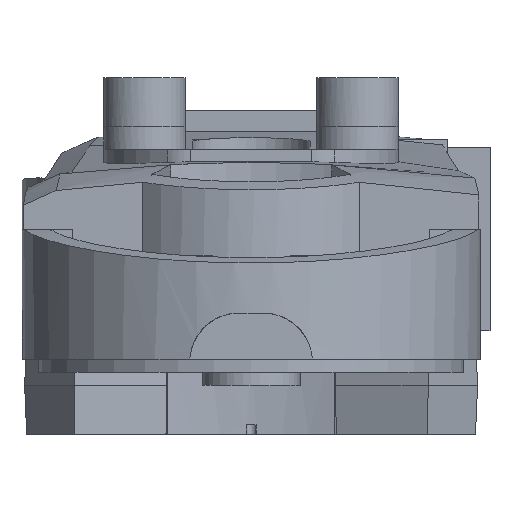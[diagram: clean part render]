
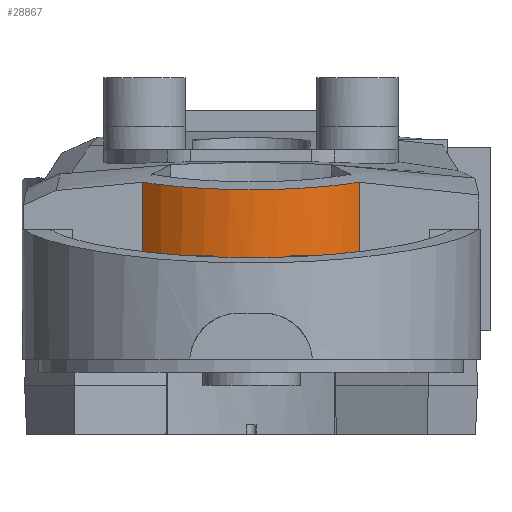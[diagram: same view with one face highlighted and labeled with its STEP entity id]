
A CAD part, front view. The second image highlights one B-rep face of the part: STEP entity #28867.
In plain terms, the highlighted cylindrical face has radius 45 mm (diameter 90 mm), a partial arc.
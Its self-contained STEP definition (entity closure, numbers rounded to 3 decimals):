
#395 = CARTESIAN_POINT ( 'NONE',  ( 126.921, 467.492, 177.931 ) ) ;
#397 = CARTESIAN_POINT ( 'NONE',  ( 193.079, 467.492, 177.931 ) ) ;
#398 = DIRECTION ( 'NONE',  ( 0., 0., -1. ) ) ;
#400 = DIRECTION ( 'NONE',  ( 0., 0., -1. ) ) ;
#686 = CARTESIAN_POINT ( 'NONE',  ( 126.921, 467.492, 159.028 ) ) ;
#696 = CARTESIAN_POINT ( 'NONE',  ( 129.033, 465.201, 158.703 ) ) ;
#697 = CARTESIAN_POINT ( 'NONE',  ( 131.345, 463.166, 158.397 ) ) ;
#698 = CARTESIAN_POINT ( 'NONE',  ( 135.103, 460.483, 157.98 ) ) ;
#699 = CARTESIAN_POINT ( 'NONE',  ( 136.404, 459.651, 157.848 ) ) ;
#700 = CARTESIAN_POINT ( 'NONE',  ( 138.432, 458.498, 157.662 ) ) ;
#701 = CARTESIAN_POINT ( 'NONE',  ( 139.122, 458.129, 157.603 ) ) ;
#702 = CARTESIAN_POINT ( 'NONE',  ( 140.513, 457.431, 157.489 ) ) ;
#703 = CARTESIAN_POINT ( 'NONE',  ( 141.215, 457.101, 157.435 ) ) ;
#704 = CARTESIAN_POINT ( 'NONE',  ( 144.758, 455.547, 157.178 ) ) ;
#705 = CARTESIAN_POINT ( 'NONE',  ( 147.694, 454.604, 157.017 ) ) ;
#706 = CARTESIAN_POINT ( 'NONE',  ( 151.493, 453.805, 156.88 ) ) ;
#707 = CARTESIAN_POINT ( 'NONE',  ( 152.26, 453.664, 156.856 ) ) ;
#708 = CARTESIAN_POINT ( 'NONE',  ( 153.806, 453.421, 156.814 ) ) ;
#709 = CARTESIAN_POINT ( 'NONE',  ( 154.581, 453.321, 156.797 ) ) ;
#710 = CARTESIAN_POINT ( 'NONE',  ( 156.901, 453.08, 156.755 ) ) ;
#711 = CARTESIAN_POINT ( 'NONE',  ( 158.447, 453., 156.741 ) ) ;
#712 = CARTESIAN_POINT ( 'NONE',  ( 161.535, 453., 156.741 ) ) ;
#713 = CARTESIAN_POINT ( 'NONE',  ( 163.079, 453.079, 156.755 ) ) ;
#714 = CARTESIAN_POINT ( 'NONE',  ( 165.391, 453.317, 156.796 ) ) ;
#715 = CARTESIAN_POINT ( 'NONE',  ( 166.162, 453.417, 156.814 ) ) ;
#716 = CARTESIAN_POINT ( 'NONE',  ( 167.702, 453.657, 156.855 ) ) ;
#717 = CARTESIAN_POINT ( 'NONE',  ( 168.474, 453.798, 156.879 ) ) ;
#718 = CARTESIAN_POINT ( 'NONE',  ( 172.291, 454.599, 157.016 ) ) ;
#719 = CARTESIAN_POINT ( 'NONE',  ( 175.23, 455.543, 157.177 ) ) ;
#720 = CARTESIAN_POINT ( 'NONE',  ( 179.474, 457.403, 157.485 ) ) ;
#721 = CARTESIAN_POINT ( 'NONE',  ( 180.862, 458.097, 157.598 ) ) ;
#722 = CARTESIAN_POINT ( 'NONE',  ( 183.577, 459.639, 157.846 ) ) ;
#723 = CARTESIAN_POINT ( 'NONE',  ( 184.883, 460.474, 157.978 ) ) ;
#724 = CARTESIAN_POINT ( 'NONE',  ( 188.652, 463.163, 158.396 ) ) ;
#725 = CARTESIAN_POINT ( 'NONE',  ( 190.967, 465.201, 158.703 ) ) ;
#726 = CARTESIAN_POINT ( 'NONE',  ( 193.079, 467.492, 159.028 ) ) ;
#2583 = VERTEX_POINT ( 'NONE', #23349 ) ;
#2586 = VERTEX_POINT ( 'NONE', #23346 ) ;
#2595 = VERTEX_POINT ( 'NONE', #23337 ) ;
#3041 = VERTEX_POINT ( 'NONE', #23067 ) ;
#3520 = EDGE_CURVE ( 'NONE', #3041, #2583, #21943, .T. ) ;
#3521 = EDGE_CURVE ( 'NONE', #2586, #2595, #21945, .T. ) ;
#3551 = EDGE_CURVE ( 'NONE', #3041, #2586, #25596, .T. ) ;
#6836 = CYLINDRICAL_SURFACE ( 'NONE', #33679, 45. ) ;
#6837 = FACE_OUTER_BOUND ( 'NONE', #13912, .T. ) ;
#13912 = EDGE_LOOP ( 'NONE', ( #31152, #31153, #31155, #31158 ) ) ;
#17189 = EDGE_CURVE ( 'NONE', #2595, #2583, #25245, .T. ) ;
#17938 = DIRECTION ( 'NONE',  ( -1., 0., 0. ) ) ;
#17946 = DIRECTION ( 'NONE',  ( 0., 0., -1. ) ) ;
#17957 = CARTESIAN_POINT ( 'NONE',  ( 160., 498., 177.931 ) ) ;
#21943 = LINE ( 'NONE', #395, #21948 ) ;
#21945 = LINE ( 'NONE', #397, #21950 ) ;
#21948 = VECTOR ( 'NONE', #398, 1000. ) ;
#21950 = VECTOR ( 'NONE', #400, 1000. ) ;
#23067 = CARTESIAN_POINT ( 'NONE',  ( 126.921, 467.492, 159.028 ) ) ;
#23337 = CARTESIAN_POINT ( 'NONE',  ( 193.079, 467.492, 131. ) ) ;
#23346 = CARTESIAN_POINT ( 'NONE',  ( 193.079, 467.492, 159.028 ) ) ;
#23349 = CARTESIAN_POINT ( 'NONE',  ( 126.921, 467.492, 131. ) ) ;
#25245 = CIRCLE ( 'NONE', #33091, 45. ) ;
#25596 = B_SPLINE_CURVE_WITH_KNOTS ( 'NONE', 3,
 ( #686, #696, #697, #698, #699, #700, #701, #702, #703, #704, #705, #706, #707, #708, #709, #710, #711, #712, #713, #714, #715, #716, #717, #718, #719, #720, #721, #722, #723, #724, #725, #726 ),
 .UNSPECIFIED., .F., .F.,
 ( 4, 2, 2, 2, 2, 2, 2, 2, 2, 2, 2, 2, 2, 2, 2, 4 ),
 ( 0., 0.009, 0.014, 0.016, 0.019, 0.028, 0.03, 0.032, 0.037, 0.042, 0.044, 0.046, 0.056, 0.06, 0.065, 0.074 ),
 .UNSPECIFIED. ) ;
#28867 = ADVANCED_FACE ( 'NONE', ( #6837 ), #6836, .T. ) ;
#29776 = CARTESIAN_POINT ( 'NONE',  ( 160., 498., 131. ) ) ;
#29785 = DIRECTION ( 'NONE',  ( 0., 0., -1. ) ) ;
#29786 = DIRECTION ( 'NONE',  ( 1., 0., 0. ) ) ;
#31152 = ORIENTED_EDGE ( 'NONE', *, *, #3520, .T. ) ;
#31153 = ORIENTED_EDGE ( 'NONE', *, *, #17189, .F. ) ;
#31155 = ORIENTED_EDGE ( 'NONE', *, *, #3521, .F. ) ;
#31158 = ORIENTED_EDGE ( 'NONE', *, *, #3551, .F. ) ;
#33091 = AXIS2_PLACEMENT_3D ( 'NONE', #29776, #29785, #29786 ) ;
#33679 = AXIS2_PLACEMENT_3D ( 'NONE', #17957, #17946, #17938 ) ;
